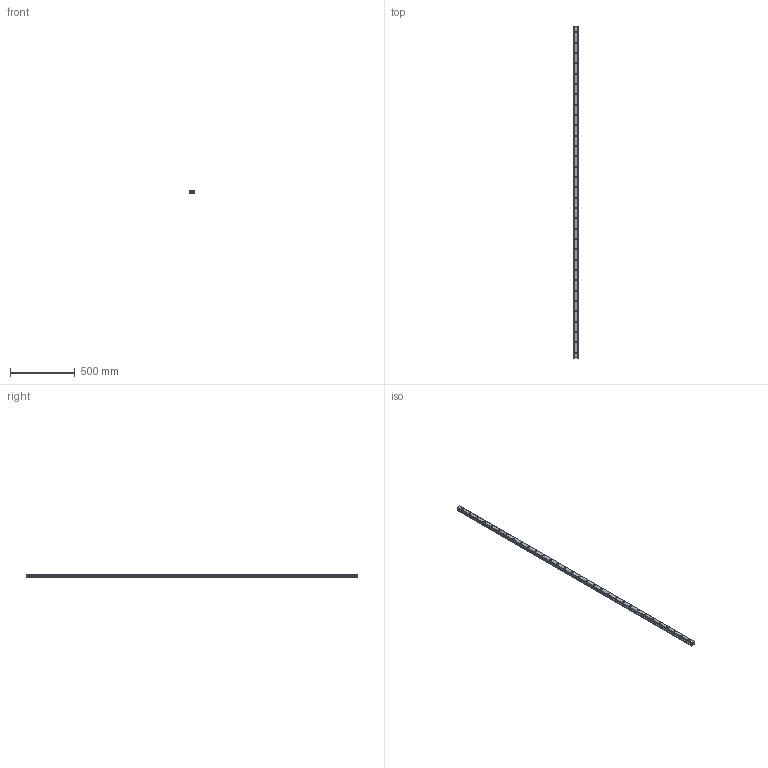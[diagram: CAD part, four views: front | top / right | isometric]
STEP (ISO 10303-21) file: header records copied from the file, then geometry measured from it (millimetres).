
FILE_DESCRIPTION(('STEP AP214'),'1');
FILE_NAME('cctmp_88A53019-F724-4A3C-82A4-9D4E355F59A4_2020_7_6_15_33_8_414..stp','2020-07-06T13:33:08',('HIWIN GmbH'),('CADClick - www.CADClick.com'),'Spatial InterOp 3D',' ','unknown authorization');
FILE_SCHEMA(('AUTOMOTIVE_DESIGN'));
Length unit declared in the file: millimetre
Products named in the file (1): HGR35R2570H_FILE
Bounding box: 34 x 2570 x 29 mm (x, y, z)
Volume: 2100512.1 mm3; surface area: 372288.9 mm2
Topology: 1 solids, 1 shells, 403 faces, 903 edges, 602 vertices
Faces by surface type: cylinder 214, plane 189
Entity records: 14633 total; most frequent: DIRECTION 2139, CARTESIAN_POINT 1909, ORIENTED_EDGE 1806, EDGE_CURVE 903, AXIS2_PLACEMENT_3D 832, VERTEX_POINT 602, EDGE_LOOP 503, LINE 475
